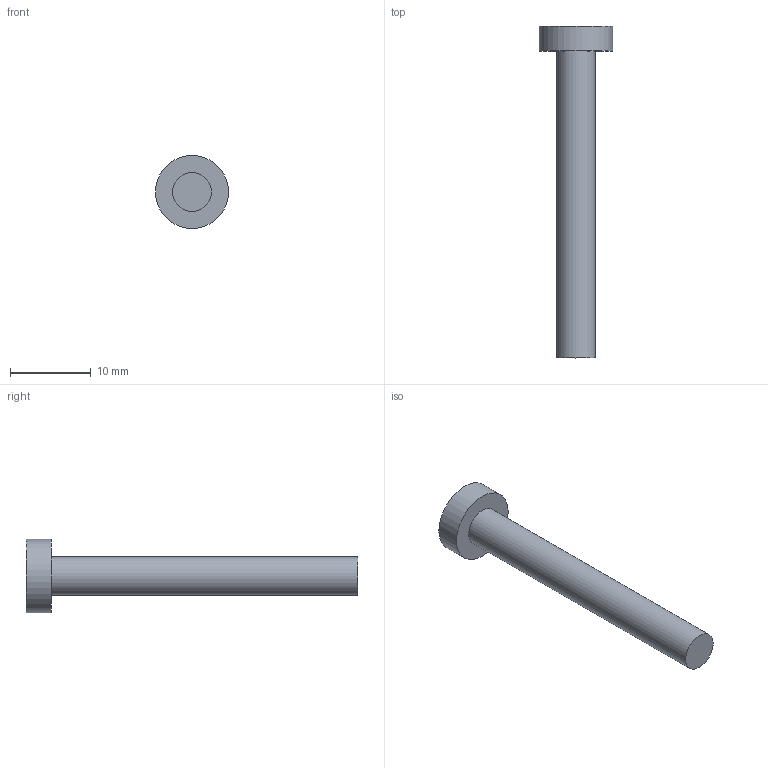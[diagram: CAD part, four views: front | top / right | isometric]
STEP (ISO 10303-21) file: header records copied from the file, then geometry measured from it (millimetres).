
FILE_DESCRIPTION(/* description */ (''),/* implementation_level */ '2;1');
FILE_NAME(/* name */ '10-24_1_5_screw_ipt_577d0c40.STEP',/* time_stamp */ '2017-02-10T12:02:19-05:00',/* author */ ('stevy'),/* organization */ (''),/* preprocessor_version */ 'ST-DEVELOPER v16.1',/* originating_system */ 'Autodesk Inventor 2016',/* authorisation */ '');
FILE_SCHEMA (('AUTOMOTIVE_DESIGN { 1 0 10303 214 3 1 1 }'));
Length unit declared in the file: millimetre
Products named in the file (1): 10-24_1_5_screw
Bounding box: 9.07 x 41.2 x 9.07 mm (x, y, z)
Volume: 877 mm3; surface area: 839.7 mm2
Topology: 1 solids, 1 shells, 18 faces, 42 edges, 28 vertices
Faces by surface type: plane 16, cylinder 2
Full cylindrical faces by diameter (mm): 4.826 x1, 9.068 x1
Entity records: 524 total; most frequent: CARTESIAN_POINT 87, DIRECTION 82, ORIENTED_EDGE 80, EDGE_CURVE 40, LINE 36, VECTOR 36, VERTEX_POINT 28, AXIS2_PLACEMENT_3D 23
